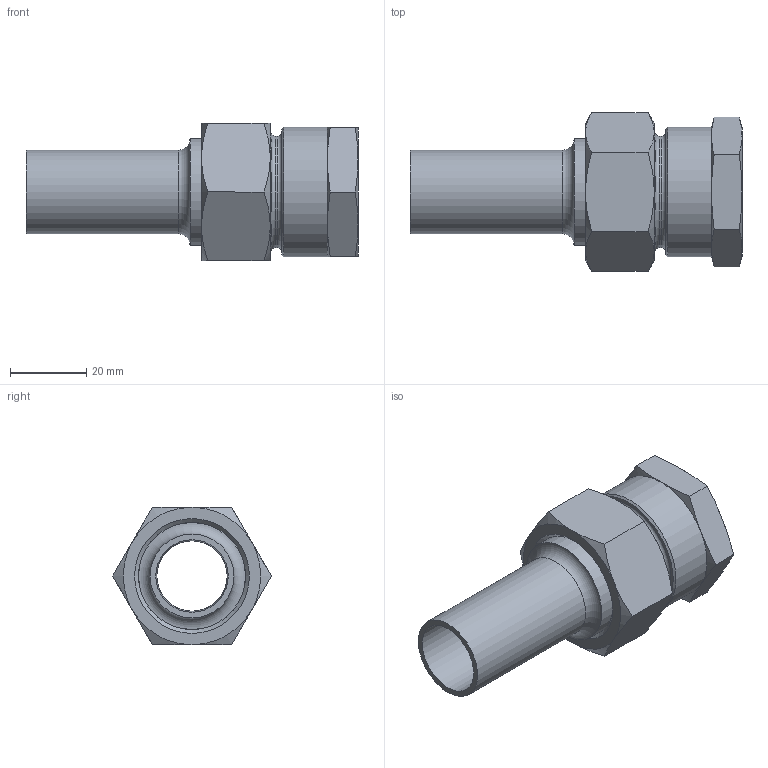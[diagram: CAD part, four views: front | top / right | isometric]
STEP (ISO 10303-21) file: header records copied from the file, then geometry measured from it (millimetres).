
FILE_DESCRIPTION(/* description */ (''),/* implementation_level */ '2;1');
FILE_NAME(/* name */ '35384.stp',/* time_stamp */ '2014-04-01T20:52:27+02:00',/* author */ ('bruh'),/* organization */ (''),/* preprocessor_version */ 'ST-DEVELOPER v15.2',/* originating_system */ 'Autodesk Inventor 2014',/* authorisation */ '');
FILE_SCHEMA (('AUTOMOTIVE_DESIGN { 1 0 10303 214 3 1 1 }'));
Length unit declared in the file: millimetre
Products named in the file (4): 101136; 101077; 400959; 35384
Bounding box: 87 x 41.57 x 36 mm (x, y, z)
Volume: 28658.2 mm3; surface area: 19522.9 mm2
Topology: 3 solids, 3 shells, 73 faces, 153 edges, 89 vertices
Faces by surface type: cone 34, plane 21, cylinder 12, torus 6
Full cylindrical faces by diameter (mm): 19 x1, 22 x1, 23.5 x1, 24.117 x1, 27.5 x1, 28 x1, 28.1 x1, 29.3 x1, 30 x1, 30.291 x1, 33.249 x1, 34 x1
Entity records: 1796 total; most frequent: CARTESIAN_POINT 378, DIRECTION 290, ORIENTED_EDGE 238, AXIS2_PLACEMENT_3D 139, EDGE_CURVE 119, EDGE_LOOP 110, VERTEX_POINT 83, ADVANCED_FACE 73
